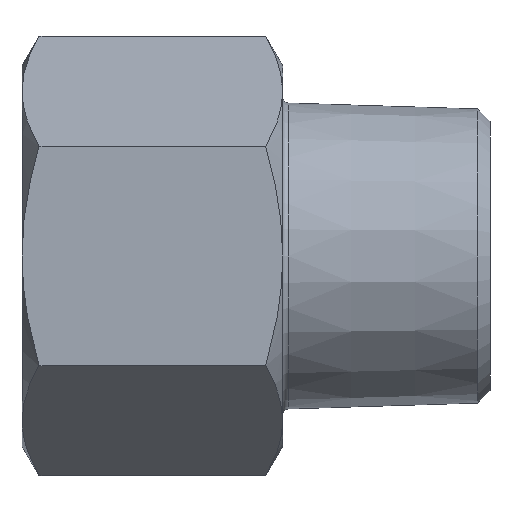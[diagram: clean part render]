
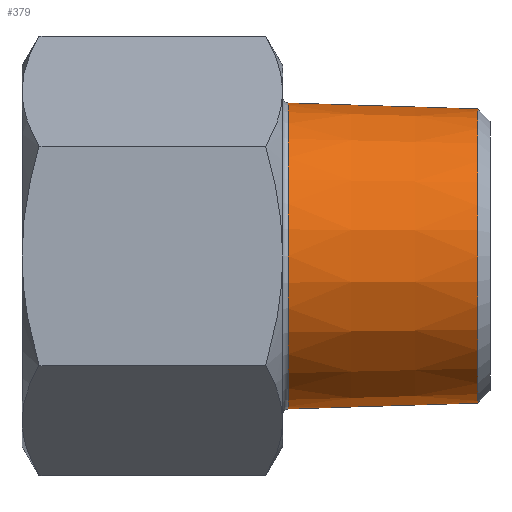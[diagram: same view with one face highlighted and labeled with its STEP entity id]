
A CAD part, left-side view. The second image highlights one B-rep face of the part: STEP entity #379.
In plain terms, the highlighted conical face has half-angle 1.788 degrees and reference radius 16.604 mm.
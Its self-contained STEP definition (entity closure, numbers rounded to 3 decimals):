
#58=CONICAL_SURFACE('',#429,16.604,0.031);
#85=ORIENTED_EDGE('',*,*,#188,.F.);
#86=ORIENTED_EDGE('',*,*,#187,.T.);
#187=EDGE_CURVE('',#239,#239,#273,.T.);
#188=EDGE_CURVE('',#240,#240,#274,.T.);
#239=VERTEX_POINT('',#598);
#240=VERTEX_POINT('',#601);
#273=CIRCLE('',#428,16.604);
#274=CIRCLE('',#430,15.961);
#292=EDGE_LOOP('',(#85));
#293=EDGE_LOOP('',(#86));
#332=FACE_BOUND('',#292,.T.);
#333=FACE_BOUND('',#293,.T.);
#379=ADVANCED_FACE('',(#332,#333),#58,.T.);
#428=AXIS2_PLACEMENT_3D('',#597,#490,#491);
#429=AXIS2_PLACEMENT_3D('',#599,#492,#493);
#430=AXIS2_PLACEMENT_3D('',#600,#494,#495);
#490=DIRECTION('',(0.,-1.,0.));
#491=DIRECTION('',(0.,0.,-1.));
#492=DIRECTION('',(0.,1.,0.));
#493=DIRECTION('',(0.,0.,1.));
#494=DIRECTION('',(0.,-1.,0.));
#495=DIRECTION('',(0.,0.,-1.));
#597=CARTESIAN_POINT('',(0.,-0.581,0.));
#598=CARTESIAN_POINT('',(0.,-0.581,-16.604));
#599=CARTESIAN_POINT('',(0.,-0.581,0.));
#600=CARTESIAN_POINT('',(0.,-21.171,0.));
#601=CARTESIAN_POINT('',(0.,-21.171,-15.961));
